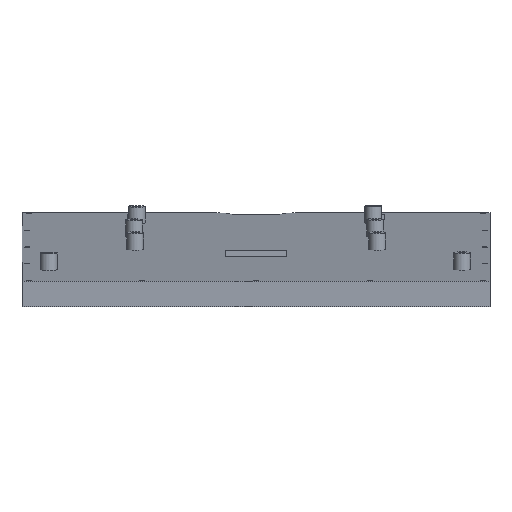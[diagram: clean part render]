
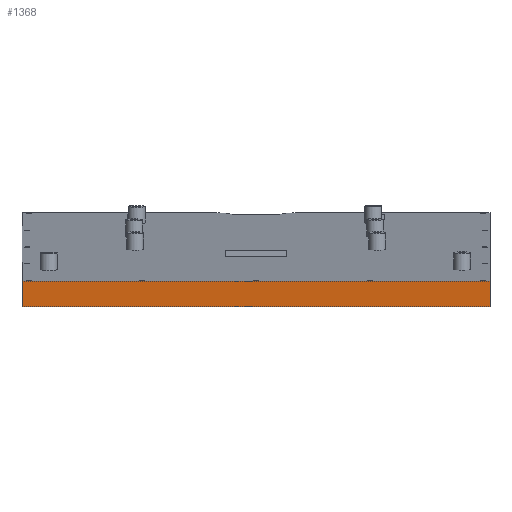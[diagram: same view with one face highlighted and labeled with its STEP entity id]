
A CAD part, front view. The second image highlights one B-rep face of the part: STEP entity #1368.
In plain terms, the highlighted planar face has unit normal (0, -0.995, -0.098).
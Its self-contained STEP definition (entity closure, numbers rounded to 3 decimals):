
#121=PLANE('',#1543);
#201=FACE_OUTER_BOUND('',#334,.T.);
#334=EDGE_LOOP('',(#1225,#1226,#1227,#1228));
#372=LINE('',#2186,#471);
#389=LINE('',#2226,#488);
#421=LINE('',#2306,#520);
#434=LINE('',#2345,#533);
#471=VECTOR('',#1797,10.);
#488=VECTOR('',#1830,10.);
#520=VECTOR('',#1916,10.);
#533=VECTOR('',#1963,10.);
#667=VERTEX_POINT('',#2183);
#668=VERTEX_POINT('',#2185);
#683=VERTEX_POINT('',#2224);
#704=VERTEX_POINT('',#2304);
#812=EDGE_CURVE('',#667,#668,#372,.T.);
#829=EDGE_CURVE('',#667,#683,#389,.T.);
#869=EDGE_CURVE('',#704,#683,#421,.T.);
#888=EDGE_CURVE('',#668,#704,#434,.T.);
#1225=ORIENTED_EDGE('',*,*,#812,.F.);
#1226=ORIENTED_EDGE('',*,*,#829,.T.);
#1227=ORIENTED_EDGE('',*,*,#869,.F.);
#1228=ORIENTED_EDGE('',*,*,#888,.F.);
#1368=ADVANCED_FACE('',(#201),#121,.T.);
#1543=AXIS2_PLACEMENT_3D('',#2344,#1961,#1962);
#1797=DIRECTION('',(1.,0.,0.));
#1830=DIRECTION('',(0.,0.097,-0.995));
#1916=DIRECTION('',(-1.,0.,0.));
#1961=DIRECTION('center_axis',(0.,-0.995,-0.097));
#1962=DIRECTION('ref_axis',(-1.,0.,0.));
#1963=DIRECTION('',(0.,0.097,-0.995));
#2183=CARTESIAN_POINT('',(-499.,6.372,58.037));
#2185=CARTESIAN_POINT('',(-361.,6.372,58.037));
#2186=CARTESIAN_POINT('',(-395.375,6.372,58.037));
#2224=CARTESIAN_POINT('',(-499.,7.104,50.573));
#2226=CARTESIAN_POINT('',(-499.,4.179,80.43));
#2304=CARTESIAN_POINT('',(-361.,7.104,50.573));
#2306=CARTESIAN_POINT('',(-361.,7.104,50.573));
#2344=CARTESIAN_POINT('Origin',(-361.,4.179,80.43));
#2345=CARTESIAN_POINT('',(-361.,4.179,80.43));
